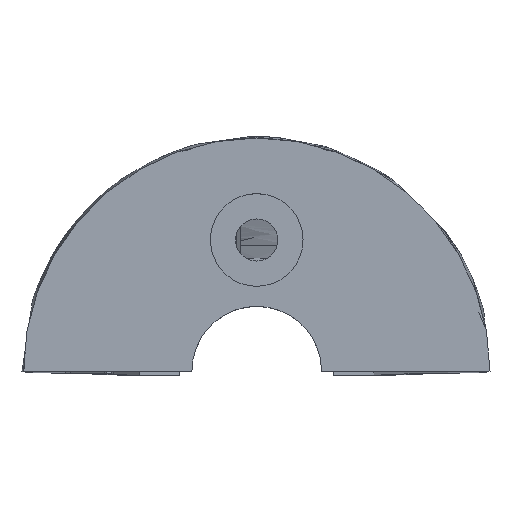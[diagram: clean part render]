
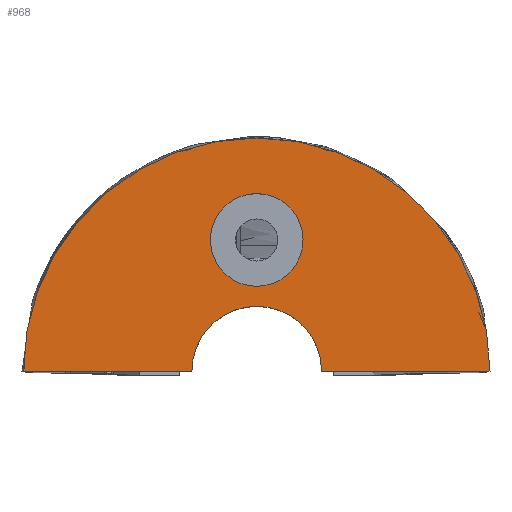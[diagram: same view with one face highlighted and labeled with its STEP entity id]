
A CAD part, top view. The second image highlights one B-rep face of the part: STEP entity #968.
In plain terms, the highlighted planar face has unit normal (0, 0, 1).
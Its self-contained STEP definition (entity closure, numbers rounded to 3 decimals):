
#17=CIRCLE('',#1034,4.2);
#18=CIRCLE('',#1035,15.1);
#19=CIRCLE('',#1036,3.);
#68=LINE('',#1917,#148);
#69=LINE('',#1920,#149);
#148=VECTOR('',#1143,10.);
#149=VECTOR('',#1146,10.);
#215=PLANE('',#1033);
#244=FACE_BOUND('',#319,.T.);
#264=FACE_OUTER_BOUND('',#318,.T.);
#318=EDGE_LOOP('',(#744,#745,#746,#747));
#319=EDGE_LOOP('',(#748));
#459=VERTEX_POINT('',#1913);
#460=VERTEX_POINT('',#1914);
#461=VERTEX_POINT('',#1916);
#462=VERTEX_POINT('',#1918);
#463=VERTEX_POINT('',#1921);
#572=EDGE_CURVE('',#459,#460,#17,.T.);
#573=EDGE_CURVE('',#460,#461,#68,.T.);
#574=EDGE_CURVE('',#461,#462,#18,.T.);
#575=EDGE_CURVE('',#462,#459,#69,.T.);
#576=EDGE_CURVE('',#463,#463,#19,.T.);
#744=ORIENTED_EDGE('',*,*,#572,.T.);
#745=ORIENTED_EDGE('',*,*,#573,.T.);
#746=ORIENTED_EDGE('',*,*,#574,.T.);
#747=ORIENTED_EDGE('',*,*,#575,.T.);
#748=ORIENTED_EDGE('',*,*,#576,.T.);
#968=ADVANCED_FACE('',(#264,#244),#215,.T.);
#1033=AXIS2_PLACEMENT_3D('',#1912,#1139,#1140);
#1034=AXIS2_PLACEMENT_3D('',#1915,#1141,#1142);
#1035=AXIS2_PLACEMENT_3D('',#1919,#1144,#1145);
#1036=AXIS2_PLACEMENT_3D('',#1922,#1147,#1148);
#1139=DIRECTION('center_axis',(0.,0.,
1.));
#1140=DIRECTION('ref_axis',(1.,0.,0.));
#1141=DIRECTION('center_axis',(0.,0.,
-1.));
#1142=DIRECTION('ref_axis',(-1.,0.,0.));
#1143=DIRECTION('',(1.,0.,0.));
#1144=DIRECTION('center_axis',(0.,0.,
1.));
#1145=DIRECTION('ref_axis',(-1.,0.,0.));
#1146=DIRECTION('',(1.,0.,0.));
#1147=DIRECTION('center_axis',(0.,0.,
-1.));
#1148=DIRECTION('ref_axis',(-1.,0.,0.));
#1912=CARTESIAN_POINT('Origin',(0.,0.,
22.2));
#1913=CARTESIAN_POINT('',(-4.2,0.,22.2));
#1914=CARTESIAN_POINT('',(4.2,0.,22.2));
#1915=CARTESIAN_POINT('Origin',(0.,0.,
22.2));
#1916=CARTESIAN_POINT('',(15.1,0.,22.2));
#1917=CARTESIAN_POINT('',(0.008,0.,22.2));
#1918=CARTESIAN_POINT('',(-15.1,0.,22.2));
#1919=CARTESIAN_POINT('Origin',(0.,0.,
22.2));
#1920=CARTESIAN_POINT('',(0.008,0.,22.2));
#1921=CARTESIAN_POINT('',(3.,8.5,22.2));
#1922=CARTESIAN_POINT('Origin',(0.,8.5,
22.2));
